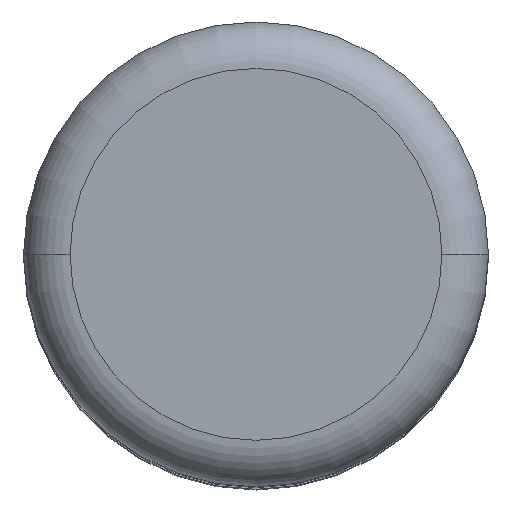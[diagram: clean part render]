
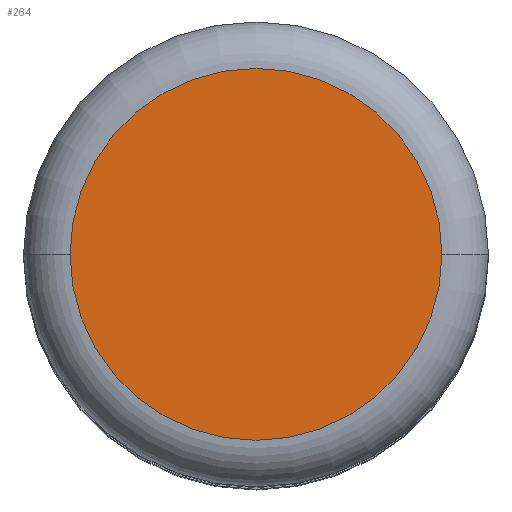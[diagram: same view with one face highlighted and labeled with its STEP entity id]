
A CAD part, top view. The second image highlights one B-rep face of the part: STEP entity #264.
In plain terms, the highlighted free-form (B-spline) face has degree [1, 1] with [2, 2] control points.
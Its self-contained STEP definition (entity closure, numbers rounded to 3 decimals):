
#142=CARTESIAN_POINT('',(2.,0.,20.0));
#143=VERTEX_POINT('',#142);
#153=CARTESIAN_POINT('',(-2.,0.,20.0));
#154=VERTEX_POINT('',#153);
#155=CARTESIAN_POINT('',(0.,0.,20.0));
#156=DIRECTION('',(0.0,0.0,-1.0));
#157=DIRECTION('',(0.0,-1.0,0.0));
#158=AXIS2_PLACEMENT_3D('',#155,#156,#157);
#159=CIRCLE('',#158,2.0);
#160=EDGE_CURVE('',#143,#154,#159,.T.);
#195=CARTESIAN_POINT('',(0.,2.,20.0));
#196=VERTEX_POINT('',#195);
#197=CARTESIAN_POINT('',(0.,0.,20.0));
#198=DIRECTION('',(0.0,0.0,-1.0));
#199=DIRECTION('',(0.0,-1.0,0.0));
#200=AXIS2_PLACEMENT_3D('',#197,#198,#199);
#201=CIRCLE('',#200,2.0);
#202=EDGE_CURVE('',#154,#196,#201,.T.);
#204=CARTESIAN_POINT('',(0.,0.,20.0));
#205=DIRECTION('',(0.0,0.0,-1.0));
#206=DIRECTION('',(0.0,-1.0,0.0));
#207=AXIS2_PLACEMENT_3D('',#204,#205,#206);
#208=CIRCLE('',#207,2.0);
#209=EDGE_CURVE('',#196,#143,#208,.T.);
#254=CARTESIAN_POINT('',(-2.,2.,20.0));
#255=CARTESIAN_POINT('',(2.,2.,20.));
#256=CARTESIAN_POINT('',(-2.,-2.,20.0));
#257=CARTESIAN_POINT('',(2.,-2.,20.0));
#258=B_SPLINE_SURFACE_WITH_KNOTS('',1,1,((#254,#256),(#255,#257)),.UNSPECIFIED.,.F.,.F.,.U.,(2,2),(2,2),(0.0,4.),(0.0,4.),.UNSPECIFIED.);
#259=ORIENTED_EDGE('',*,*,#209,.F.);
#260=ORIENTED_EDGE('',*,*,#202,.F.);
#261=ORIENTED_EDGE('',*,*,#160,.F.);
#262=EDGE_LOOP('',(#259,#260,#261));
#263=FACE_OUTER_BOUND('',#262,.T.);
#264=ADVANCED_FACE('',(#263),#258,.F.);
